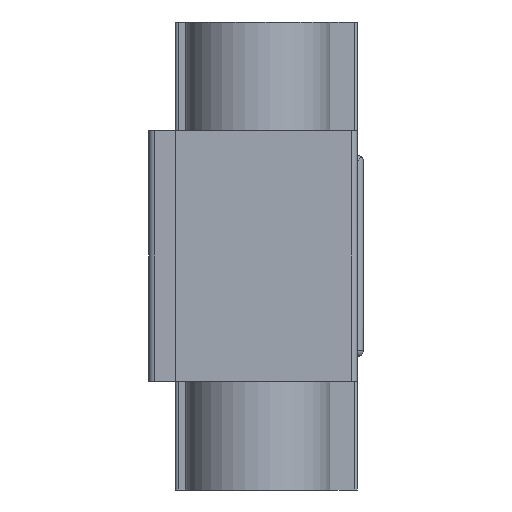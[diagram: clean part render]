
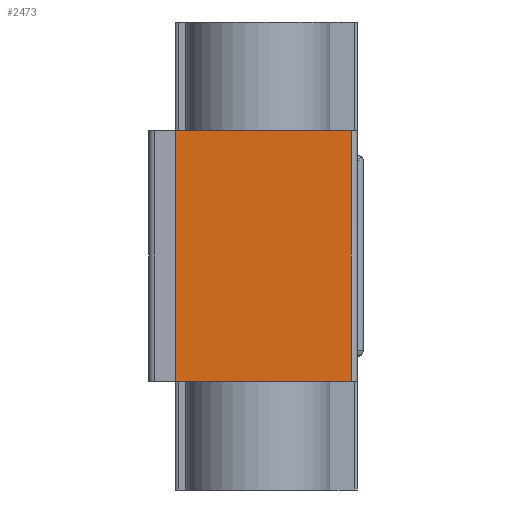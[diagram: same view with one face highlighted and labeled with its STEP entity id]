
A CAD part, left-side view. The second image highlights one B-rep face of the part: STEP entity #2473.
In plain terms, the highlighted planar face has unit normal (-1, 0, 0).
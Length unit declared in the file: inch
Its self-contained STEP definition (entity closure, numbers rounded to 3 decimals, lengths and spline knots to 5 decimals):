
#113=PLANE($,#2733);
#243=FACE_OUTER_BOUND($,#378,.T.);
#378=EDGE_LOOP($,(#2207,#2208,#2209,#2210));
#405=LINE($,#3531,#626);
#483=LINE($,#3782,#704);
#484=LINE($,#3785,#705);
#576=LINE($,#4283,#797);
#626=VECTOR($,#2778,0.4125);
#704=VECTOR($,#2980,0.4125);
#705=VECTOR($,#2985,0.29);
#797=VECTOR($,#3409,0.29);
#969=VERTEX_POINT($,#3528);
#970=VERTEX_POINT($,#3530);
#1080=VERTEX_POINT($,#3779);
#1081=VERTEX_POINT($,#3781);
#1211=EDGE_CURVE($,#970,#969,#405,.T.);
#1337=EDGE_CURVE($,#1080,#1081,#483,.T.);
#1339=EDGE_CURVE($,#1081,#969,#484,.T.);
#1521=EDGE_CURVE($,#970,#1080,#576,.T.);
#2207=ORIENTED_EDGE($,*,*,#1337,.F.);
#2208=ORIENTED_EDGE($,*,*,#1521,.F.);
#2209=ORIENTED_EDGE($,*,*,#1211,.T.);
#2210=ORIENTED_EDGE($,*,*,#1339,.F.);
#2473=ADVANCED_FACE($,(#243),#113,.T.);
#2733=AXIS2_PLACEMENT_3D($,#4284,#3410,#3411);
#2778=DIRECTION($,(0.,0.,-1.));
#2980=DIRECTION($,(0.,0.,-1.));
#2985=DIRECTION($,(0.,1.,0.));
#3409=DIRECTION($,(0.,-1.,0.));
#3410=DIRECTION('center_axis',(-1.,0.,0.));
#3411=DIRECTION('ref_axis',(0.,-1.,0.));
#3528=CARTESIAN_POINT('',(-0.2125,0.136,-0.20625));
#3530=CARTESIAN_POINT('',(-0.2125,0.136,0.20625));
#3531=CARTESIAN_POINT($,(-0.2125,0.136,0.));
#3779=CARTESIAN_POINT('',(-0.2125,-0.154,0.20625));
#3781=CARTESIAN_POINT('',(-0.2125,-0.154,-0.20625));
#3782=CARTESIAN_POINT($,(-0.2125,-0.154,0.));
#3785=CARTESIAN_POINT($,(-0.2125,0.136,-0.20625));
#4283=CARTESIAN_POINT($,(-0.2125,0.136,0.20625));
#4284=CARTESIAN_POINT('Origin',(-0.2125,0.136,0.));
